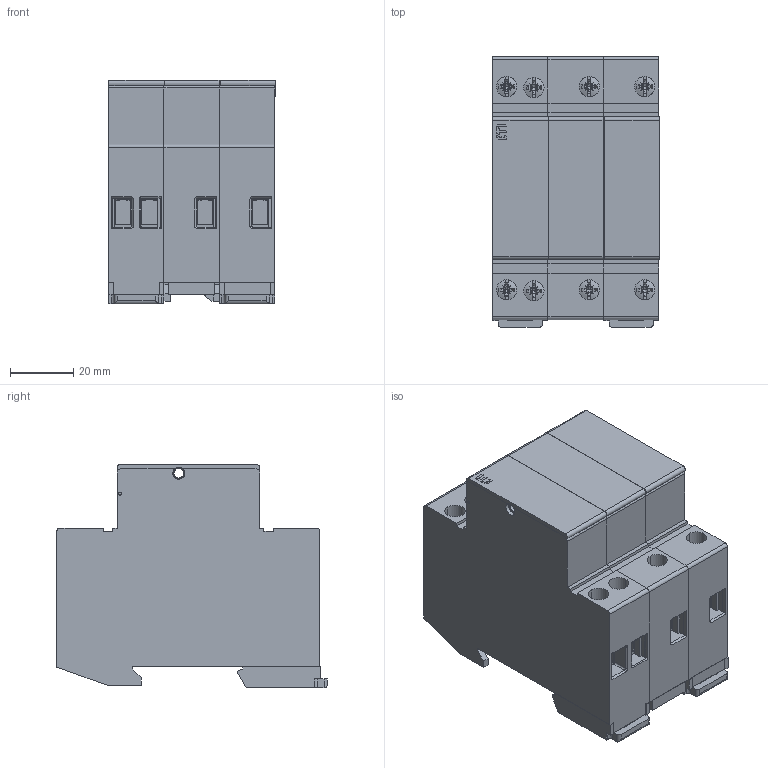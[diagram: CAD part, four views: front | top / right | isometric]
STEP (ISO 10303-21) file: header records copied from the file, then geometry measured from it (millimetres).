
FILE_DESCRIPTION((''),'2;1');
FILE_NAME('PCF_8_3PN_FRENCH_ASM','2021-01-19T',('marketing.praksa'),('Audax d.o.o.'),'CREO PARAMETRIC BY PTC INC, 2017480','CREO PARAMETRIC BY PTC INC, 2017480','');
FILE_SCHEMA(('AUTOMOTIVE_DESIGN { 1 0 10303 214 1 1 1 1 }'));
Products named in the file (101): PCF10_1P_2_1_1_2_3_4_1_1_2_3__1; PCF10_1P_2_1_1_2_3_4_1_1_2_3__2; PCF10_1P_2_1_1_2_3_4_1_1_2_3__3; PCF10_1P_2_1_1_2_3_4_1_1_2_3__4; PCF10_1P_2_1_1_2_3_4_1_1_2_3__5_ASM; ASM0032_ASM_1_ASM_1_1_2_ASM__14; ASM0033_ASM_1_1_2_ASM_1_1_2_3_6_ASM; PCF_8_1P_ASM_1_1_2_ASM_1_1_2__6_ASM; BODY_1P_1_1_2_1; ASM0041_ASM_1_1_2_1; PRT0009_1_1_2_1; PCF10_1P_2_1_1_2_3_1_1_2_3_4_15; PCF10_1P_2_1_1_2_3_1_1_2_3_4_17; PCF10_1P_2_1_1_2_3_1_1_2_3_4_18; PCF10_1P_2_1_1_2_3_1_1_2_3_4_16_ASM; PCF_8_1P_ASM_1_1_ASM_1_1_2_3__3_ASM; ASM0035_ASM_1_1_2_3_ASM_1_1_ASM_ASM; ASM0042_ASM_1_1_ASM_1_ASM; OPEN_CASCADE_STEP_TRANSLATOR_23; OPEN_CASCADE_STEP_TRANSLAT-4_15; OPEN_CASCADE_STEP_TRANSLA-11_15; OPEN_CASCADE_STEP_TRANSLATOR_24_ASM; ASM0043_ASM_1_1_ASM_1_ASM; ASM0036_ASM_1_1_2_3_4_5_6_ASM_1_ASM; PCF10_1P_2_1_1_2_3_4_1_1_2_3__7; PCF10_1P_2_1_1_2_3_4_1_1_2_3__8; PCF10_1P_2_1_1_2_3_4_1_1_2_3__9; PCF10_1P_2_1_1_2_3_4_1_1_2_3_10; PCF10_1P_2_1_1_2_3_4_1_1_2_3__6_ASM; ASM0032_ASM_1_ASM_1_1_2_ASM__15; ASM0033_ASM_1_1_2_ASM_1_1_2_3_7_ASM; PCF_8_1P_ASM_1_1_2_ASM_1_1_2__7_ASM; BODY_1P_1_1_2_3_1; ASM0041_ASM_1_1_2_3_1; PRT0009_1_1_2_3_1; PCF10_1P_2_1_1_2_3_1_1_2_3_4_19; PCF10_1P_2_1_1_2_3_1_1_2_3_4_21; PCF10_1P_2_1_1_2_3_1_1_2_3_4_22; PCF10_1P_2_1_1_2_3_1_1_2_3_4_20_ASM; PCF_8_1P_ASM_1_1_ASM_1_1_2_3__4_ASM ...
Assembly tree (100 placements, depth 12):
  PCF_8_3PN_FRENCH_ASM
    PCF_8_1P_FRENCH_ASM_1_ASM
      ASM0036_ASM_1_1_2_3_4_5_6_ASM_1_ASM
        PCF_8_1P_ASM_1_1_2_ASM_1_1_2__6_ASM
          PCF10_1P_2_1_1_2_3_4_1_1_2_3__5_ASM
            PCF10_1P_2_1_1_2_3_4_1_1_2_3__1
            PCF10_1P_2_1_1_2_3_4_1_1_2_3__2
            PCF10_1P_2_1_1_2_3_4_1_1_2_3__3
            PCF10_1P_2_1_1_2_3_4_1_1_2_3__4
          ASM0033_ASM_1_1_2_ASM_1_1_2_3_6_ASM
            ASM0032_ASM_1_ASM_1_1_2_ASM__14
        BODY_1P_1_1_2_1
        ASM0041_ASM_1_1_2_1
        PRT0009_1_1_2_1
        ASM0042_ASM_1_1_ASM_1_ASM
          ASM0035_ASM_1_1_2_3_ASM_1_1_ASM_ASM
            PCF_8_1P_ASM_1_1_ASM_1_1_2_3__3_ASM
              PCF10_1P_2_1_1_2_3_1_1_2_3_4_16_ASM
                PCF10_1P_2_1_1_2_3_1_1_2_3_4_15
                PCF10_1P_2_1_1_2_3_1_1_2_3_4_17
                PCF10_1P_2_1_1_2_3_1_1_2_3_4_18
        ASM0043_ASM_1_1_ASM_1_ASM
          OPEN_CASCADE_STEP_TRANSLATOR_24_ASM
            OPEN_CASCADE_STEP_TRANSLATOR_23
            OPEN_CASCADE_STEP_TRANSLAT-4_15
            OPEN_CASCADE_STEP_TRANSLA-11_15
      ASM0051_ASM_1_ASM
        ASM0036_ASM_1_1_2_3_4_5_6_7_ASM_ASM
          PCF_8_1P_ASM_1_1_2_ASM_1_1_2__7_ASM
            PCF10_1P_2_1_1_2_3_4_1_1_2_3__6_ASM
              PCF10_1P_2_1_1_2_3_4_1_1_2_3__7
              PCF10_1P_2_1_1_2_3_4_1_1_2_3__8
              PCF10_1P_2_1_1_2_3_4_1_1_2_3__9
              PCF10_1P_2_1_1_2_3_4_1_1_2_3_10
            ASM0033_ASM_1_1_2_ASM_1_1_2_3_7_ASM
              ASM0032_ASM_1_ASM_1_1_2_ASM__15
          BODY_1P_1_1_2_3_1
          ASM0041_ASM_1_1_2_3_1
          PRT0009_1_1_2_3_1
          ASM0042_ASM_1_1_2_ASM_1_ASM
            ASM0035_ASM_1_1_2_3_ASM_1_1_2_A_ASM
              PCF_8_1P_ASM_1_1_ASM_1_1_2_3__4_ASM
                PCF10_1P_2_1_1_2_3_1_1_2_3_4_20_ASM
                  PCF10_1P_2_1_1_2_3_1_1_2_3_4_19
                  PCF10_1P_2_1_1_2_3_1_1_2_3_4_21
                  PCF10_1P_2_1_1_2_3_1_1_2_3_4_22
          ASM0043_ASM_1_1_2_ASM_1_ASM
            OPEN_CASCADE_STEP_TRANSLATOR_26_ASM
              OPEN_CASCADE_STEP_TRANSLATOR_25
              OPEN_CASCADE_STEP_TRANSLAT-4_16
              OPEN_CASCADE_STEP_TRANSLA-11_16
      ASM0053_ASM_1_ASM
        PCF_8_1PN_ASM_1_1_2_ASM_1_ASM
          ASM0036_ASM_1_1_2_ASM_1_1_2_ASM_ASM
            PCF_8_1P_ASM_1_1_2_ASM_1_1_2__9_ASM
              ASM0033_ASM_1_1_2_ASM_1_1_2_A_2_ASM
                ASM0032_ASM_1_ASM_1_1_2_ASM__17_ASM
                  PCF10_1P_2_1_1_1_1_2_1_1_2_1__2
            BODY_1P_1_1_1_2_1
            ASM0041_ASM_1_1_1_2_1
Bounding box: 52.85 x 85.63 x 70.86 mm (x, y, z)
Volume: 238309.2 mm3; surface area: 65807.9 mm2
Topology: 27 solids, 58 shells, 2136 faces, 5777 edges, 3842 vertices
Faces by surface type: plane 1537, bspline 256, cylinder 245, cone 76, sphere 16, torus 6
Entity records: 107933 total; most frequent: CARTESIAN_POINT 30597, ORIENTED_EDGE 11194, DIRECTION 10064, PRESENTATION_STYLE_ASSIGNMENT 6056, STYLED_ITEM 5801, CURVE_STYLE 5745, EDGE_CURVE 5745, VECTOR 4096
